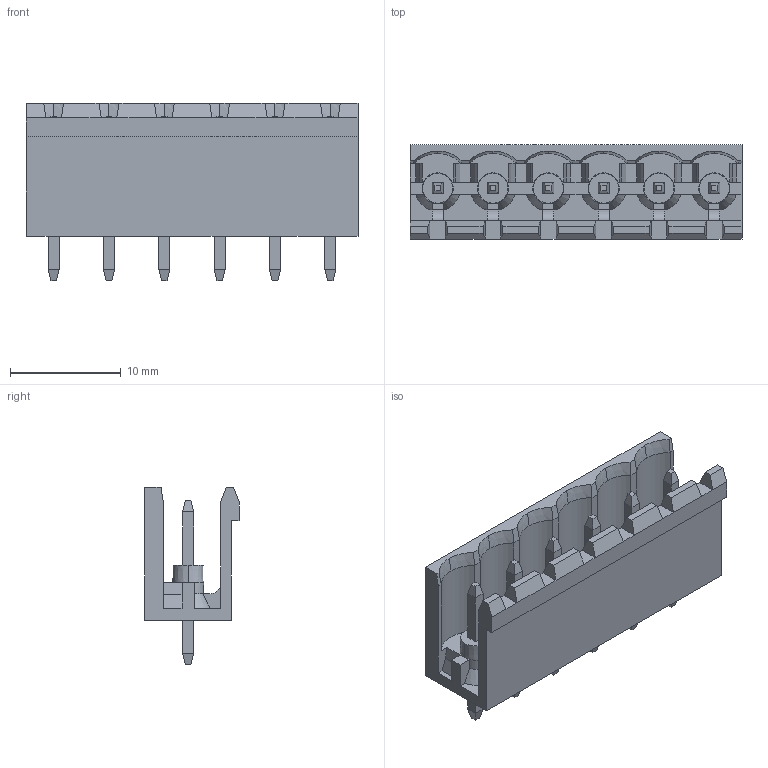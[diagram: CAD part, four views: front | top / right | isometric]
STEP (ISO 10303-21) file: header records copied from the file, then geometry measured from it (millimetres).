
FILE_DESCRIPTION(('FreeCAD Model'),'2;1');
FILE_NAME('Open CASCADE Shape Model','2024-11-10T19:40:43',(''),(''), 'Open CASCADE STEP processor 7.6','FreeCAD','Unknown');
FILE_SCHEMA(('AUTOMOTIVE_DESIGN { 1 0 10303 214 1 1 1 1 }'));
Length unit declared in the file: millimetre
Products named in the file (1): CUI_DEVICES_TBP04R3-500-06BE
Bounding box: 30 x 8.5 x 16 mm (x, y, z)
Volume: 1169.6 mm3; surface area: 2518.2 mm2
Topology: 1 solids, 1 shells, 445 faces, 1196 edges, 759 vertices
Faces by surface type: plane 391, cone 36, cylinder 18
Entity records: 16826 total; most frequent: CARTESIAN_POINT 2641, ORIENTED_EDGE 2392, DIRECTION 2136, EDGE_CURVE 1196, LINE 1028, VECTOR 1028, VERTEX_POINT 759, AXIS2_PLACEMENT_3D 554
